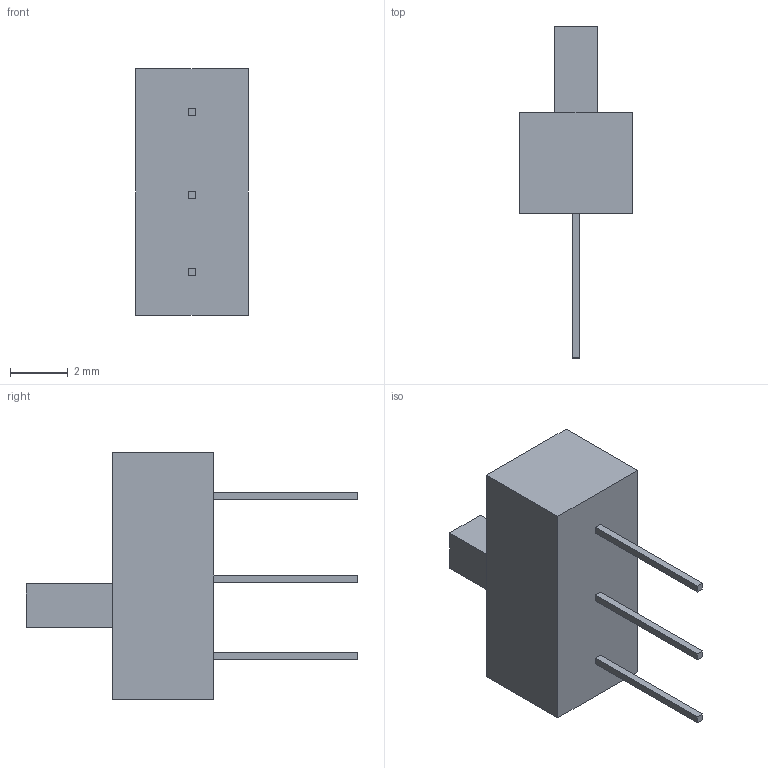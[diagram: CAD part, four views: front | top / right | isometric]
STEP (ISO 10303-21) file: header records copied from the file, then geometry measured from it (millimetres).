
FILE_DESCRIPTION(/* description */ (''),/* implementation_level */ '2;1');
FILE_NAME(/* name */ 'switch small.stp',/* time_stamp */ '2018-07-02T21:49:56+01:00',/* author */ ('adams'),/* organization */ (''),/* preprocessor_version */ 'ST-DEVELOPER v16.13',/* originating_system */ 'Autodesk Inventor 2018',/* authorisation */ '');
FILE_SCHEMA (('AUTOMOTIVE_DESIGN { 1 0 10303 214 3 1 1 }'));
Length unit declared in the file: millimetre
Products named in the file (1): switch small
Bounding box: 3.9 x 11.5 x 8.55 mm (x, y, z)
Volume: 124.1 mm3; surface area: 187.6 mm2
Topology: 1 solids, 1 shells, 30 faces, 70 edges, 46 vertices
Faces by surface type: plane 30
Entity records: 898 total; most frequent: CARTESIAN_POINT 147, ORIENTED_EDGE 140, DIRECTION 132, LINE 70, VECTOR 70, EDGE_CURVE 70, VERTEX_POINT 46, EDGE_LOOP 34
